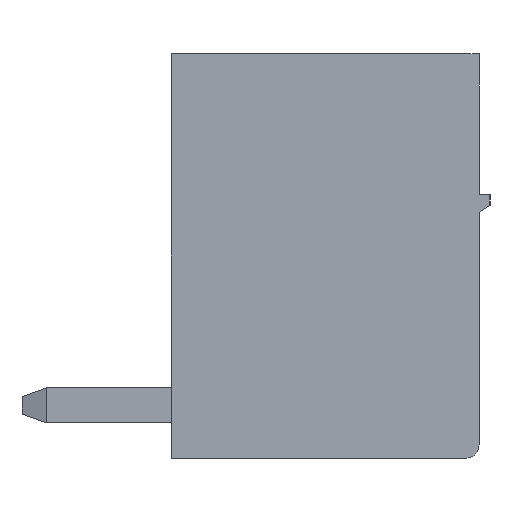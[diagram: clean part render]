
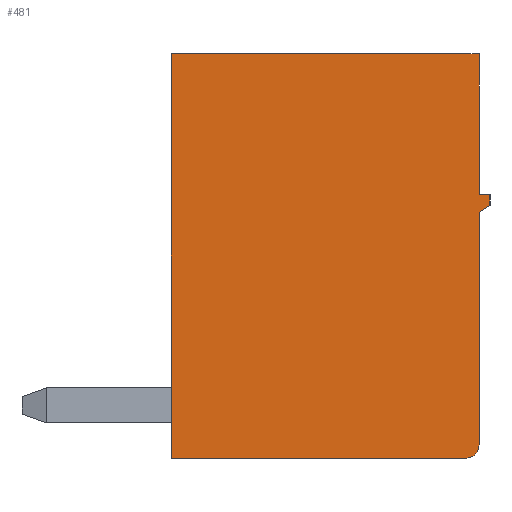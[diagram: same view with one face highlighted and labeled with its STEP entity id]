
A CAD part, left-side view. The second image highlights one B-rep face of the part: STEP entity #481.
In plain terms, the highlighted planar face has unit normal (-1, 0, 0).
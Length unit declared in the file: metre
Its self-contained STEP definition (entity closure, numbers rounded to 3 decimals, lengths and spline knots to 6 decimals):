
#481=ADVANCED_FACE('',(#971),#972,.T.);
#971=FACE_OUTER_BOUND('',#1452,.T.);
#972=PLANE('',#1453);
#1452=EDGE_LOOP('',(#2865,#2866,#2867,#2868,#2869,#2870,#2871,#2872,#2873));
#1453=AXIS2_PLACEMENT_3D('',#2874,#2875,#2876);
#2865=ORIENTED_EDGE('',*,*,#3257,.T.);
#2866=ORIENTED_EDGE('',*,*,#3156,.T.);
#2867=ORIENTED_EDGE('',*,*,#3431,.T.);
#2868=ORIENTED_EDGE('',*,*,#3300,.T.);
#2869=ORIENTED_EDGE('',*,*,#3332,.T.);
#2870=ORIENTED_EDGE('',*,*,#3355,.T.);
#2871=ORIENTED_EDGE('',*,*,#3207,.T.);
#2872=ORIENTED_EDGE('',*,*,#3056,.T.);
#2873=ORIENTED_EDGE('',*,*,#2912,.T.);
#2874=CARTESIAN_POINT('',(-0.01223,0.0003,-0.0089));
#2875=DIRECTION('',(-1.0,0.,0.));
#2876=DIRECTION('',(0.,0.,-1.0));
#2912=EDGE_CURVE('',#3497,#3494,#3498,.T.);
#3056=EDGE_CURVE('',#3742,#3497,#3743,.T.);
#3156=EDGE_CURVE('',#3900,#3898,#3901,.T.);
#3207=EDGE_CURVE('',#3979,#3742,#3980,.T.);
#3257=EDGE_CURVE('',#3494,#3900,#4048,.T.);
#3300=EDGE_CURVE('',#4108,#4105,#4109,.T.);
#3332=EDGE_CURVE('',#4105,#4143,#4145,.T.);
#3355=EDGE_CURVE('',#4143,#3979,#4173,.T.);
#3431=EDGE_CURVE('',#3898,#4108,#4256,.T.);
#3494=VERTEX_POINT('',#4343);
#3497=VERTEX_POINT('',#4347);
#3498=LINE('',#4348,#4349);
#3742=VERTEX_POINT('',#4704);
#3743=LINE('',#4705,#4706);
#3898=VERTEX_POINT('',#4936);
#3900=VERTEX_POINT('',#4939);
#3901=LINE('',#4940,#4941);
#3979=VERTEX_POINT('',#5057);
#3980=LINE('',#5058,#5059);
#4048=LINE('',#5161,#5162);
#4105=VERTEX_POINT('',#5250);
#4108=VERTEX_POINT('',#5254);
#4109=CIRCLE('',#5255,0.0003);
#4143=VERTEX_POINT('',#5305);
#4145=LINE('',#5308,#5309);
#4173=LINE('',#5351,#5352);
#4256=LINE('',#5468,#5469);
#4343=CARTESIAN_POINT('',(-0.01223,0.0,0.));
#4347=CARTESIAN_POINT('',(-0.01223,0.0,-0.0032));
#4348=CARTESIAN_POINT('',(-0.01223,0.0,0.));
#4349=VECTOR('',#5503,1.0);
#4704=CARTESIAN_POINT('',(-0.01223,-0.00025,-0.0032));
#4705=CARTESIAN_POINT('',(-0.01223,0.0,-0.0032));
#4706=VECTOR('',#5626,1.0);
#4936=CARTESIAN_POINT('',(-0.01223,0.007,-0.0092));
#4939=CARTESIAN_POINT('',(-0.01223,0.007,0.));
#4940=CARTESIAN_POINT('',(-0.01223,0.007,-0.0065));
#4941=VECTOR('',#5709,1.0);
#5057=CARTESIAN_POINT('',(-0.01223,-0.00025,-0.00345));
#5058=CARTESIAN_POINT('',(-0.01223,-0.00025,-0.0032));
#5059=VECTOR('',#5754,1.0);
#5161=CARTESIAN_POINT('',(-0.01223,0.007,0.));
#5162=VECTOR('',#5795,1.0);
#5250=CARTESIAN_POINT('',(-0.01223,0.0,-0.0089));
#5254=CARTESIAN_POINT('',(-0.01223,0.0003,-0.0092));
#5255=AXIS2_PLACEMENT_3D('',#5834,#5835,#5836);
#5305=CARTESIAN_POINT('',(-0.01223,0.0,-0.0036));
#5308=CARTESIAN_POINT('',(-0.01223,0.0,-0.0036));
#5309=VECTOR('',#5860,1.0);
#5351=CARTESIAN_POINT('',(-0.01223,-0.00025,-0.00345));
#5352=VECTOR('',#5875,1.0);
#5468=CARTESIAN_POINT('',(-0.01223,0.0003,-0.0092));
#5469=VECTOR('',#5909,1.0);
#5503=DIRECTION('',(0.,0.,1.0));
#5626=DIRECTION('',(0.,1.0,0.));
#5709=DIRECTION('',(0.,0.,-1.0));
#5754=DIRECTION('',(0.,0.,1.0));
#5795=DIRECTION('',(0.,1.0,0.));
#5834=CARTESIAN_POINT('',(-0.01223,0.0003,-0.0089));
#5835=DIRECTION('',(-1.0,0.,0.));
#5836=DIRECTION('',(0.,0.707,0.707));
#5860=DIRECTION('',(0.,0.,1.0));
#5875=DIRECTION('',(0.,-0.857,0.514));
#5909=DIRECTION('',(0.,-1.0,0.));
